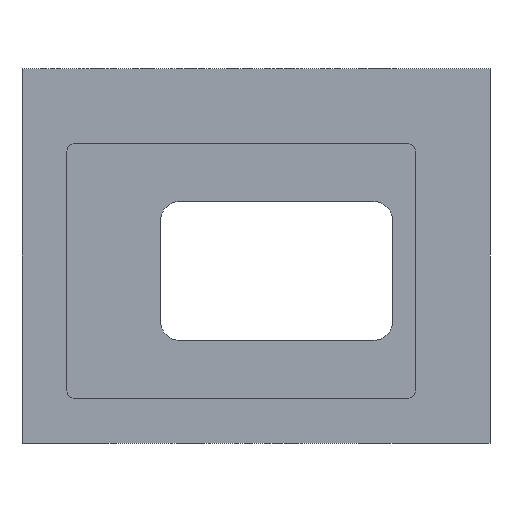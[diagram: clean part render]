
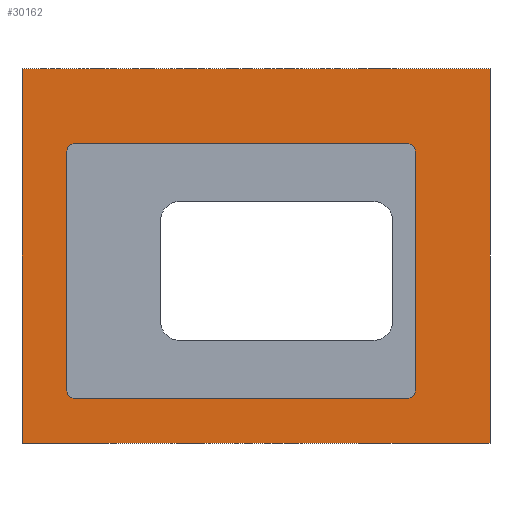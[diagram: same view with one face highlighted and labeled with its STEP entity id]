
A CAD part, front view. The second image highlights one B-rep face of the part: STEP entity #30162.
In plain terms, the highlighted planar face has unit normal (0, -1, 0).
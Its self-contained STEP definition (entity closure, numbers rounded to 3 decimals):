
#11202=VERTEX_POINT('',#32173);
#11674=VERTEX_POINT('',#32697);
#12186=VERTEX_POINT('',#33276);
#16744=EDGE_CURVE('',#11674,#26450,#38442,.T.);
#16886=EDGE_CURVE('',#17510,#28806,#38597,.T.);
#17510=VERTEX_POINT('',#39294);
#17578=EDGE_CURVE('',#11202,#26704,#39372,.T.);
#17584=VERTEX_POINT('',#39379);
#19604=VERTEX_POINT('',#41702);
#20244=EDGE_CURVE('',#26450,#20578,#42423,.T.);
#20578=VERTEX_POINT('',#42801);
#20698=EDGE_CURVE('',#26704,#12186,#42938,.T.);
#21604=VERTEX_POINT('',#43951);
#23172=EDGE_CURVE('',#17584,#17510,#45721,.T.);
#23206=EDGE_CURVE('',#19604,#21604,#45759,.T.);
#24258=EDGE_CURVE('',#20578,#29412,#46944,.T.);
#25796=EDGE_CURVE('',#21604,#17584,#48666,.T.);
#26270=EDGE_CURVE('',#28806,#11202,#49195,.T.);
#26450=VERTEX_POINT('',#49396);
#26704=VERTEX_POINT('',#49685);
#28806=VERTEX_POINT('',#52055);
#28880=EDGE_CURVE('',#12186,#19604,#52138,.T.);
#29412=VERTEX_POINT('',#52723);
#30162=ADVANCED_FACE('',(#53567,#53568),#53569,.T.);
#30644=EDGE_CURVE('',#29412,#11674,#54108,.T.);
#32173=CARTESIAN_POINT('',(166.0,-14.0,24.));
#32697=CARTESIAN_POINT('',(-40.0,-14.0,0.0));
#33276=CARTESIAN_POINT('',(-16.,-14.0,28.));
#38442=LINE('',#64004,#64005);
#38597=LINE('',#64216,#64217);
#39294=CARTESIAN_POINT('',(170.0,-14.0,156.0));
#39372=LINE('',#65207,#65208);
#39379=CARTESIAN_POINT('',(166.0,-14.0,160.0));
#41702=CARTESIAN_POINT('',(-16.,-14.0,156.0));
#42423=LINE('',#69092,#69093);
#42801=CARTESIAN_POINT('',(210.0,-14.0,200.0));
#42938=CIRCLE('',#69749,4.);
#43951=CARTESIAN_POINT('',(-12.0,-14.0,160.0));
#45721=CIRCLE('',#73347,4.);
#45759=CIRCLE('',#73396,4.);
#46944=LINE('',#74931,#74932);
#48666=LINE('',#77165,#77166);
#49195=CIRCLE('',#77872,4.);
#49396=CARTESIAN_POINT('',(-40.0,-14.0,200.0));
#49685=CARTESIAN_POINT('',(-12.0,-14.0,24.));
#52055=CARTESIAN_POINT('',(170.0,-14.0,28.0));
#52138=LINE('',#81671,#81672);
#52723=CARTESIAN_POINT('',(210.0,-14.0,0.0));
#53567=FACE_BOUND('',#83530,.T.);
#53568=FACE_OUTER_BOUND('',#83531,.T.);
#53569=PLANE('',#83532);
#54108=LINE('',#84238,#84239);
#64004=CARTESIAN_POINT('',(-40.0,-14.0,200.0));
#64005=VECTOR('',#95266,1.0);
#64216=CARTESIAN_POINT('',(170.0,-14.0,64.0));
#64217=VECTOR('',#95456,1.0);
#65207=CARTESIAN_POINT('',(36.5,-14.0,24.));
#65208=VECTOR('',#96520,1.0);
#69092=CARTESIAN_POINT('',(210.0,-14.0,200.0));
#69093=VECTOR('',#100999,1.0);
#69749=AXIS2_PLACEMENT_3D('',#101733,#101734,#101735);
#73347=AXIS2_PLACEMENT_3D('',#105580,#105581,#105582);
#73396=AXIS2_PLACEMENT_3D('',#105617,#105618,#105619);
#74931=CARTESIAN_POINT('',(210.0,-14.0,0.0));
#74932=VECTOR('',#107282,1.0);
#77165=CARTESIAN_POINT('',(125.5,-14.0,160.0));
#77166=VECTOR('',#109664,1.0);
#77872=AXIS2_PLACEMENT_3D('',#110398,#110399,#110400);
#81671=CARTESIAN_POINT('',(-16.,-14.0,128.0));
#81672=VECTOR('',#114527,1.0);
#83530=EDGE_LOOP('',(#116503,#116504,#116505,#116506,#116507,#116508,#116509,#116510));
#83531=EDGE_LOOP('',(#116511,#116512,#116513,#116514));
#83532=AXIS2_PLACEMENT_3D('',#116515,#116516,#116517);
#84238=CARTESIAN_POINT('',(-40.0,-14.0,0.0));
#84239=VECTOR('',#117241,1.0);
#95266=DIRECTION('',(0.0,0.0,1.0));
#95456=DIRECTION('',(0.0,0.0,-1.0));
#96520=DIRECTION('',(-1.0,0.0,0.0));
#100999=DIRECTION('',(1.0,0.0,0.0));
#101733=CARTESIAN_POINT('',(-12.0,-14.0,28.));
#101734=DIRECTION('',(0.0,1.0,0.0));
#101735=DIRECTION('',(-1.0,0.0,0.));
#105580=CARTESIAN_POINT('',(166.0,-14.0,156.0));
#105581=DIRECTION('',(-0.0,1.0,0.0));
#105582=DIRECTION('',(1.0,0.0,0.));
#105617=CARTESIAN_POINT('',(-12.0,-14.0,156.0));
#105618=DIRECTION('',(-0.0,1.0,0.0));
#105619=DIRECTION('',(0.,0.0,1.0));
#107282=DIRECTION('',(0.0,0.0,-1.0));
#109664=DIRECTION('',(1.0,0.0,0.0));
#110398=CARTESIAN_POINT('',(166.0,-14.0,28.));
#110399=DIRECTION('',(0.0,1.0,0.0));
#110400=DIRECTION('',(0.0,0.0,-1.0));
#114527=DIRECTION('',(0.0,0.0,1.0));
#116503=ORIENTED_EDGE('',*,*,#23172,.T.);
#116504=ORIENTED_EDGE('',*,*,#16886,.T.);
#116505=ORIENTED_EDGE('',*,*,#26270,.T.);
#116506=ORIENTED_EDGE('',*,*,#17578,.T.);
#116507=ORIENTED_EDGE('',*,*,#20698,.T.);
#116508=ORIENTED_EDGE('',*,*,#28880,.T.);
#116509=ORIENTED_EDGE('',*,*,#23206,.T.);
#116510=ORIENTED_EDGE('',*,*,#25796,.T.);
#116511=ORIENTED_EDGE('',*,*,#30644,.F.);
#116512=ORIENTED_EDGE('',*,*,#24258,.F.);
#116513=ORIENTED_EDGE('',*,*,#20244,.F.);
#116514=ORIENTED_EDGE('',*,*,#16744,.F.);
#116515=CARTESIAN_POINT('',(85.,-14.0,100.0));
#116516=DIRECTION('',(0.0,-1.0,0.0));
#116517=DIRECTION('',(1.0,0.0,0.0));
#117241=DIRECTION('',(-1.0,0.0,0.0));
